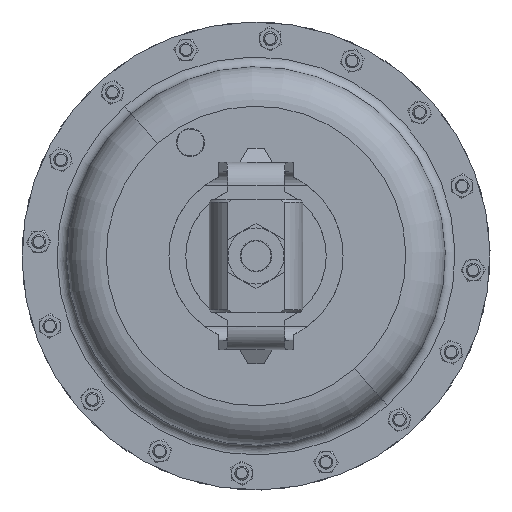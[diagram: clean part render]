
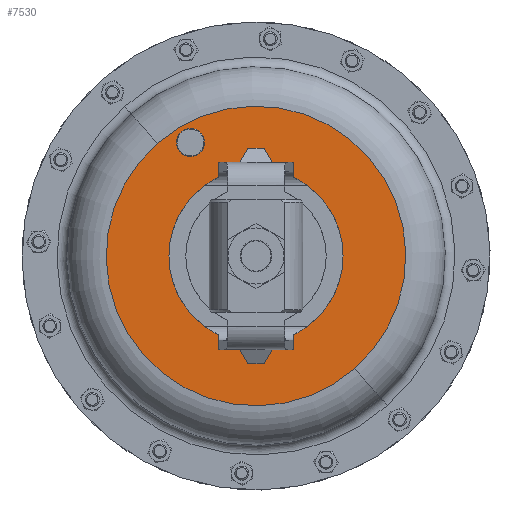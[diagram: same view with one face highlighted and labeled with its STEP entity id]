
A CAD part, front view. The second image highlights one B-rep face of the part: STEP entity #7530.
In plain terms, the highlighted planar face has unit normal (0, -1, 0).
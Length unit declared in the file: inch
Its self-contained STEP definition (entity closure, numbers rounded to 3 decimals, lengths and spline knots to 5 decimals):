
#2081 = AXIS2_PLACEMENT_3D ( 'NONE', #21358, #10147, #23237 ) ;
#3587 = CARTESIAN_POINT ( 'NONE',  ( 2.63738, 7.604, -3.00736 ) ) ;
#3826 = DIRECTION ( 'NONE',  ( 0., -1., 0. ) ) ;
#4230 = CIRCLE ( 'NONE', #15175, 4. ) ;
#4984 = DIRECTION ( 'NONE',  ( 0., 1., 0. ) ) ;
#6666 = VERTEX_POINT ( 'NONE', #3587 ) ;
#7530 = ADVANCED_FACE ( 'NONE', ( #23313 ), #15072, .T. ) ;
#10147 = DIRECTION ( 'NONE',  ( 0., 1., 0. ) ) ;
#10482 = ORIENTED_EDGE ( 'NONE', *, *, #17082, .F. ) ;
#14181 = EDGE_LOOP ( 'NONE', ( #10482, #19678 ) ) ;
#15072 = PLANE ( 'NONE',  #24324 ) ;
#15175 = AXIS2_PLACEMENT_3D ( 'NONE', #16234, #4984, #18122 ) ;
#16234 = CARTESIAN_POINT ( 'NONE',  ( 0., 7.604, 0. ) ) ;
#16963 = DIRECTION ( 'NONE',  ( 0.659, 0., -0.752 ) ) ;
#17082 = EDGE_CURVE ( 'NONE', #18178, #6666, #17826, .T. ) ;
#17826 = CIRCLE ( 'NONE', #2081, 4. ) ;
#18122 = DIRECTION ( 'NONE',  ( -0.659, 0., 0.752 ) ) ;
#18178 = VERTEX_POINT ( 'NONE', #19744 ) ;
#19145 = EDGE_CURVE ( 'NONE', #6666, #18178, #4230, .T. ) ;
#19678 = ORIENTED_EDGE ( 'NONE', *, *, #19145, .F. ) ;
#19744 = CARTESIAN_POINT ( 'NONE',  ( -2.63738, 7.604, 3.00736 ) ) ;
#20653 = CARTESIAN_POINT ( 'NONE',  ( 3.00736, 7.604, 2.63738 ) ) ;
#21358 = CARTESIAN_POINT ( 'NONE',  ( 0., 7.604, 0. ) ) ;
#23237 = DIRECTION ( 'NONE',  ( -0.659, 0., 0.752 ) ) ;
#23313 = FACE_OUTER_BOUND ( 'NONE', #14181, .T. ) ;
#24324 = AXIS2_PLACEMENT_3D ( 'NONE', #20653, #3826, #16963 ) ;
